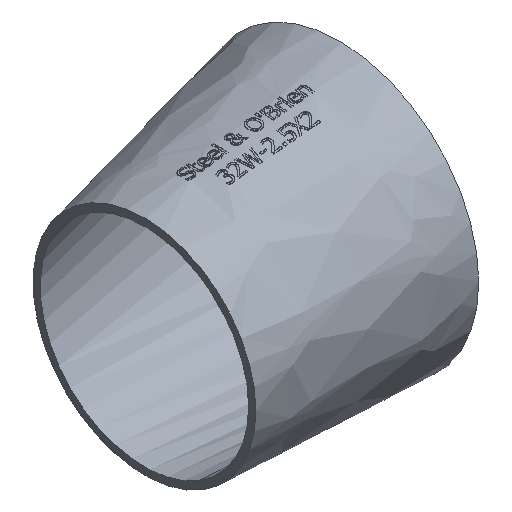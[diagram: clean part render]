
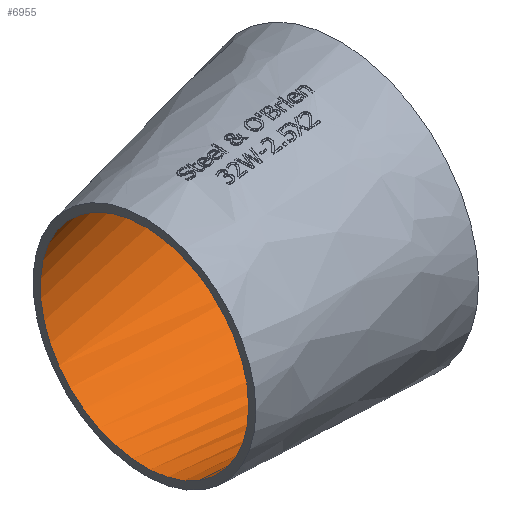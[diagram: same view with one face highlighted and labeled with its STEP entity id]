
A CAD part, isometric view. The second image highlights one B-rep face of the part: STEP entity #6955.
In plain terms, the highlighted free-form (B-spline) face has degree [1, 2] with [2, 9] control points.
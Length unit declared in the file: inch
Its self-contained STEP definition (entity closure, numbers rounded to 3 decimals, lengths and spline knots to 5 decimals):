
#155=CIRCLE('',#7198,1.185);
#156=CIRCLE('',#7199,1.185);
#157=CIRCLE('',#7200,0.935);
#158=CIRCLE('',#7201,0.935);
#1621=FACE_OUTER_BOUND('',#2014,.T.);
#2014=EDGE_LOOP('',(#6552,#6553,#6554,#6555,#6556,#6557));
#2627=B_SPLINE_CURVE_WITH_KNOTS('',1,(#16199,#16200),.UNSPECIFIED.,.F.,
 .F.,(2,2),(0.00187,1.71521),.UNSPECIFIED.);
#3342=VERTEX_POINT('',#16194);
#3343=VERTEX_POINT('',#16195);
#3344=VERTEX_POINT('',#16198);
#3345=VERTEX_POINT('',#16201);
#4416=EDGE_CURVE('',#3342,#3343,#155,.T.);
#4417=EDGE_CURVE('',#3343,#3342,#156,.T.);
#4418=EDGE_CURVE('',#3343,#3344,#2627,.T.);
#4419=EDGE_CURVE('',#3345,#3344,#157,.T.);
#4420=EDGE_CURVE('',#3344,#3345,#158,.T.);
#6552=ORIENTED_EDGE('',*,*,#4416,.F.);
#6553=ORIENTED_EDGE('',*,*,#4417,.F.);
#6554=ORIENTED_EDGE('',*,*,#4418,.T.);
#6555=ORIENTED_EDGE('',*,*,#4419,.F.);
#6556=ORIENTED_EDGE('',*,*,#4420,.F.);
#6557=ORIENTED_EDGE('',*,*,#4418,.F.);
#6580=(
BOUNDED_SURFACE()
B_SPLINE_SURFACE(1,2,((#16176,#16177,#16178,#16179,#16180,#16181,#16182,
#16183,#16184),(#16185,#16186,#16187,#16188,#16189,#16190,#16191,#16192,
#16193)),.UNSPECIFIED.,.F.,.T.,.F.)
B_SPLINE_SURFACE_WITH_KNOTS((2,2),(3,2,2,2,3),(-0.12566,1.81087),
(-3.14159,-1.5708,0.,1.5708,3.14159),
 .UNSPECIFIED.)
GEOMETRIC_REPRESENTATION_ITEM()
RATIONAL_B_SPLINE_SURFACE(((1.,0.707,1.,0.707,1.,
0.707,1.,0.707,1.),(1.,0.707,1.,0.707,
1.,0.707,1.,0.707,1.)))
REPRESENTATION_ITEM('')
SURFACE()
);
#6955=ADVANCED_FACE('',(#1621),#6580,.T.);
#7198=AXIS2_PLACEMENT_3D('',#16196,#8023,#8024);
#7199=AXIS2_PLACEMENT_3D('',#16197,#8025,#8026);
#7200=AXIS2_PLACEMENT_3D('',#16202,#8027,#8028);
#7201=AXIS2_PLACEMENT_3D('',#16203,#8029,#8030);
#8023=DIRECTION('center_axis',(-1.,0.,0.));
#8024=DIRECTION('ref_axis',(0.,-0.015,-1.));
#8025=DIRECTION('center_axis',(-1.,0.,0.));
#8026=DIRECTION('ref_axis',(0.,-0.015,-1.));
#8027=DIRECTION('center_axis',(1.,0.,0.));
#8028=DIRECTION('ref_axis',(0.,-0.015,-1.));
#8029=DIRECTION('center_axis',(1.,0.,0.));
#8030=DIRECTION('ref_axis',(0.,-0.015,-1.));
#16176=CARTESIAN_POINT('Ctrl Pts',(2.14886,0.25037,1.20347));
#16177=CARTESIAN_POINT('Ctrl Pts',(2.00293,1.43573,1.20347));
#16178=CARTESIAN_POINT('Ctrl Pts',(2.00293,1.43573,0.));
#16179=CARTESIAN_POINT('Ctrl Pts',(2.00293,1.43573,-1.20347));
#16180=CARTESIAN_POINT('Ctrl Pts',(2.14886,0.25037,-1.20347));
#16181=CARTESIAN_POINT('Ctrl Pts',(2.29479,-0.935,
-1.20347));
#16182=CARTESIAN_POINT('Ctrl Pts',(2.29479,-0.935,
0.));
#16183=CARTESIAN_POINT('Ctrl Pts',(2.29479,-0.935,1.20347));
#16184=CARTESIAN_POINT('Ctrl Pts',(2.14886,0.25037,1.20347));
#16185=CARTESIAN_POINT('Ctrl Pts',(-0.11167,-0.02792,
0.92094));
#16186=CARTESIAN_POINT('Ctrl Pts',(-0.22333,0.87917,
0.92094));
#16187=CARTESIAN_POINT('Ctrl Pts',(-0.22333,0.87917,
0.));
#16188=CARTESIAN_POINT('Ctrl Pts',(-0.22333,0.87917,
-0.92094));
#16189=CARTESIAN_POINT('Ctrl Pts',(-0.11167,-0.02792,
-0.92094));
#16190=CARTESIAN_POINT('Ctrl Pts',(0.,-0.935,
-0.92094));
#16191=CARTESIAN_POINT('Ctrl Pts',(0.,-0.935,
0.));
#16192=CARTESIAN_POINT('Ctrl Pts',(0.,-0.935,
0.92094));
#16193=CARTESIAN_POINT('Ctrl Pts',(-0.11167,-0.02792,
0.92094));
#16194=CARTESIAN_POINT('',(2.,-0.935,0.));
#16195=CARTESIAN_POINT('',(2.,0.23204,1.18486));
#16196=CARTESIAN_POINT('Origin',(2.,0.25,0.));
#16197=CARTESIAN_POINT('Origin',(2.,0.25,0.));
#16198=CARTESIAN_POINT('',(0.,-0.01417,0.93489));
#16199=CARTESIAN_POINT('Ctrl Pts',(2.,0.23204,1.18486));
#16200=CARTESIAN_POINT('Ctrl Pts',(0.,-0.01417,
0.93489));
#16201=CARTESIAN_POINT('',(0.,-0.935,0.));
#16202=CARTESIAN_POINT('Origin',(0.,0.,0.));
#16203=CARTESIAN_POINT('Origin',(0.,0.,0.));
